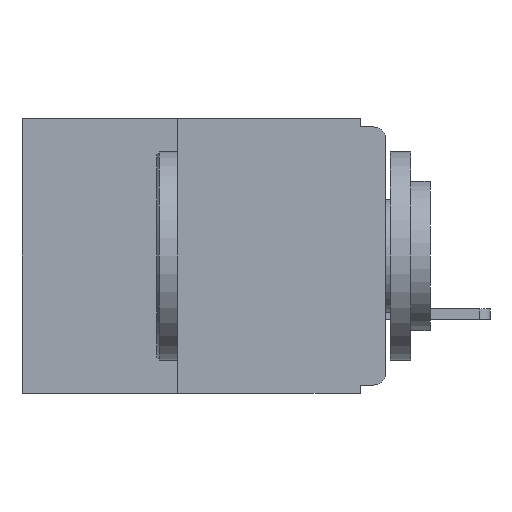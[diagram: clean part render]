
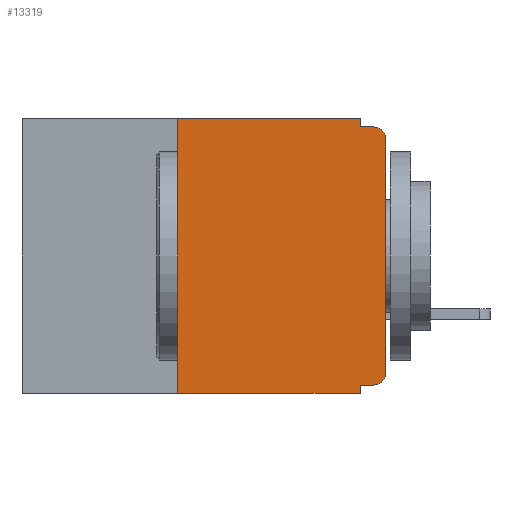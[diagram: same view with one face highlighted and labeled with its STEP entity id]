
A CAD part, left-side view. The second image highlights one B-rep face of the part: STEP entity #13319.
In plain terms, the highlighted planar face has unit normal (-1, 0, 0).
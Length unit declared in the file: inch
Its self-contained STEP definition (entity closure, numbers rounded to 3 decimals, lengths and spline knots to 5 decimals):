
#549 = DIRECTION ( 'NONE',  ( 0., 0., -1. ) ) ;
#1088 = CARTESIAN_POINT ( 'NONE',  ( 0., 0.25, -0.33 ) ) ;
#1563 = CARTESIAN_POINT ( 'NONE',  ( 0., 0.437, -0.33 ) ) ;
#2172 = ORIENTED_EDGE ( 'NONE', *, *, #5288, .F. ) ;
#2213 = VERTEX_POINT ( 'NONE', #21601 ) ;
#2521 = DIRECTION ( 'NONE',  ( 0., 0., -1. ) ) ;
#2811 = LINE ( 'NONE', #3996, #14423 ) ;
#2908 = LINE ( 'NONE', #18281, #14516 ) ;
#3216 = AXIS2_PLACEMENT_3D ( 'NONE', #21511, #28298, #14782 ) ;
#3407 = AXIS2_PLACEMENT_3D ( 'NONE', #19297, #5504, #21537 ) ;
#3741 = LINE ( 'NONE', #18679, #21342 ) ;
#3833 = VECTOR ( 'NONE', #549, 39.37008 ) ;
#3996 = CARTESIAN_POINT ( 'NONE',  ( 0., 0.437, 0. ) ) ;
#4149 = LINE ( 'NONE', #20219, #15732 ) ;
#5053 = ORIENTED_EDGE ( 'NONE', *, *, #17656, .F. ) ;
#5058 = CARTESIAN_POINT ( 'NONE',  ( 0., 0.031, -0.32 ) ) ;
#5288 = EDGE_CURVE ( 'NONE', #15937, #17742, #16130, .T. ) ;
#5400 = ORIENTED_EDGE ( 'NONE', *, *, #5904, .F. ) ;
#5504 = DIRECTION ( 'NONE',  ( -1., 0., 0. ) ) ;
#5660 = VERTEX_POINT ( 'NONE', #24224 ) ;
#5904 = EDGE_CURVE ( 'NONE', #9094, #28253, #4149, .T. ) ;
#6132 = CIRCLE ( 'NONE', #23498, 0.015 ) ;
#6152 = ORIENTED_EDGE ( 'NONE', *, *, #11551, .T. ) ;
#6495 = VERTEX_POINT ( 'NONE', #11597 ) ;
#6797 = DIRECTION ( 'NONE',  ( 0., 0., 1. ) ) ;
#7272 = ORIENTED_EDGE ( 'NONE', *, *, #9598, .T. ) ;
#7349 = CARTESIAN_POINT ( 'NONE',  ( 0., 0., -0.32 ) ) ;
#7510 = EDGE_LOOP ( 'NONE', ( #16950, #8340, #5400, #5053, #18759, #16273, #6152, #2172, #18069, #7272 ) ) ;
#7607 = CARTESIAN_POINT ( 'NONE',  ( 0., 0.031, -0.33 ) ) ;
#7828 = LINE ( 'NONE', #7349, #25306 ) ;
#8212 = CARTESIAN_POINT ( 'NONE',  ( 0., 0.015, -0.32 ) ) ;
#8340 = ORIENTED_EDGE ( 'NONE', *, *, #12725, .T. ) ;
#8650 = DIRECTION ( 'NONE',  ( 0., -1., 0. ) ) ;
#8682 = VERTEX_POINT ( 'NONE', #8212 ) ;
#9094 = VERTEX_POINT ( 'NONE', #11559 ) ;
#9103 = LINE ( 'NONE', #1563, #25846 ) ;
#9598 = EDGE_CURVE ( 'NONE', #8682, #6495, #6132, .T. ) ;
#9680 = DIRECTION ( 'NONE',  ( 0., 1., 0. ) ) ;
#11377 = LINE ( 'NONE', #1088, #16709 ) ;
#11551 = EDGE_CURVE ( 'NONE', #20303, #17742, #9103, .T. ) ;
#11559 = CARTESIAN_POINT ( 'NONE',  ( 0., 0.031, -0.01 ) ) ;
#11597 = CARTESIAN_POINT ( 'NONE',  ( 0., 0., -0.305 ) ) ;
#12654 = DIRECTION ( 'NONE',  ( -1., 0., 0. ) ) ;
#12725 = EDGE_CURVE ( 'NONE', #2213, #28253, #27885, .T. ) ;
#13160 = DIRECTION ( 'NONE',  ( 0., -1., 0. ) ) ;
#13319 = ADVANCED_FACE ( 'NONE', ( #24317 ), #16962, .F. ) ;
#14159 = CARTESIAN_POINT ( 'NONE',  ( 0., 0.25, -0.33 ) ) ;
#14253 = VERTEX_POINT ( 'NONE', #22544 ) ;
#14423 = VECTOR ( 'NONE', #8650, 39.37008 ) ;
#14516 = VECTOR ( 'NONE', #6797, 39.37008 ) ;
#14782 = DIRECTION ( 'NONE',  ( 0., 0., -1. ) ) ;
#15732 = VECTOR ( 'NONE', #20181, 39.37008 ) ;
#15937 = VERTEX_POINT ( 'NONE', #5058 ) ;
#16122 = EDGE_CURVE ( 'NONE', #20303, #14253, #11377, .T. ) ;
#16130 = LINE ( 'NONE', #29557, #3833 ) ;
#16273 = ORIENTED_EDGE ( 'NONE', *, *, #16122, .F. ) ;
#16709 = VECTOR ( 'NONE', #28471, 39.37008 ) ;
#16950 = ORIENTED_EDGE ( 'NONE', *, *, #25795, .T. ) ;
#16962 = PLANE ( 'NONE',  #3216 ) ;
#17656 = EDGE_CURVE ( 'NONE', #5660, #9094, #3741, .T. ) ;
#17742 = VERTEX_POINT ( 'NONE', #7607 ) ;
#18069 = ORIENTED_EDGE ( 'NONE', *, *, #21834, .F. ) ;
#18281 = CARTESIAN_POINT ( 'NONE',  ( 0., 0., 0. ) ) ;
#18679 = CARTESIAN_POINT ( 'NONE',  ( 0., 0.031, 0. ) ) ;
#18759 = ORIENTED_EDGE ( 'NONE', *, *, #20702, .F. ) ;
#19297 = CARTESIAN_POINT ( 'NONE',  ( 0., 0.015, -0.025 ) ) ;
#20181 = DIRECTION ( 'NONE',  ( 0., -1., 0. ) ) ;
#20219 = CARTESIAN_POINT ( 'NONE',  ( 0., 0., -0.01 ) ) ;
#20303 = VERTEX_POINT ( 'NONE', #14159 ) ;
#20702 = EDGE_CURVE ( 'NONE', #14253, #5660, #2811, .T. ) ;
#21342 = VECTOR ( 'NONE', #2521, 39.37008 ) ;
#21511 = CARTESIAN_POINT ( 'NONE',  ( 0., 0.437, 0. ) ) ;
#21537 = DIRECTION ( 'NONE',  ( 0., 0., -1. ) ) ;
#21601 = CARTESIAN_POINT ( 'NONE',  ( 0., 0., -0.025 ) ) ;
#21834 = EDGE_CURVE ( 'NONE', #8682, #15937, #7828, .T. ) ;
#22544 = CARTESIAN_POINT ( 'NONE',  ( 0., 0.25, 0. ) ) ;
#23498 = AXIS2_PLACEMENT_3D ( 'NONE', #26184, #12654, #28444 ) ;
#24224 = CARTESIAN_POINT ( 'NONE',  ( 0., 0.031, 0. ) ) ;
#24317 = FACE_OUTER_BOUND ( 'NONE', #7510, .T. ) ;
#25306 = VECTOR ( 'NONE', #9680, 39.37008 ) ;
#25795 = EDGE_CURVE ( 'NONE', #6495, #2213, #2908, .T. ) ;
#25846 = VECTOR ( 'NONE', #13160, 39.37008 ) ;
#26184 = CARTESIAN_POINT ( 'NONE',  ( 0., 0.015, -0.305 ) ) ;
#26997 = CARTESIAN_POINT ( 'NONE',  ( 0., 0.015, -0.01 ) ) ;
#27885 = CIRCLE ( 'NONE', #3407, 0.015 ) ;
#28253 = VERTEX_POINT ( 'NONE', #26997 ) ;
#28298 = DIRECTION ( 'NONE',  ( 1., 0., 0. ) ) ;
#28444 = DIRECTION ( 'NONE',  ( 0., 0., -1. ) ) ;
#28471 = DIRECTION ( 'NONE',  ( 0., 0., 1. ) ) ;
#29557 = CARTESIAN_POINT ( 'NONE',  ( 0., 0.031, -0.33 ) ) ;
